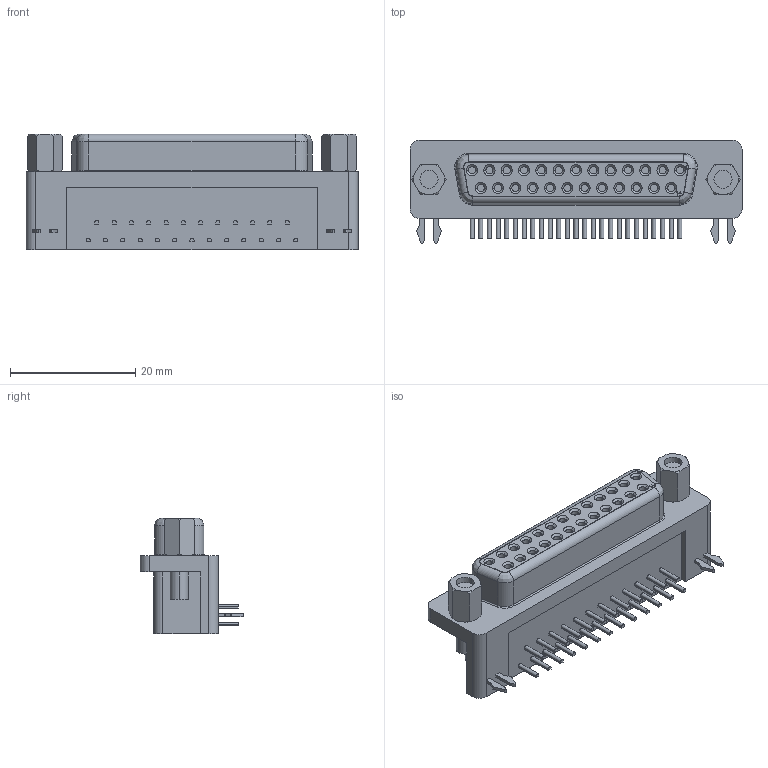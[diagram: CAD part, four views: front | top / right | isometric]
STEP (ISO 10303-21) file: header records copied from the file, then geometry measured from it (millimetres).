
FILE_DESCRIPTION((''),'2;1');
FILE_NAME('C-1734349-1','2010-09-02T',('workeradm'),('Tyco Electronics Ltd.'),'PRO/ENGINEER BY PARAMETRIC TECHNOLOGY CORPORATION, 2009300','PRO/ENGINEER BY PARAMETRIC TECHNOLOGY CORPORATION, 2009300','');
FILE_SCHEMA(('AUTOMOTIVE_DESIGN { 1 0 10303 214 1 1 1 1 }'));
Length unit declared in the file: millimetre
Products named in the file (1): C-1734349-1
Bounding box: 53.1 x 16.58 x 18.5 mm (x, y, z)
Volume: 7906.7 mm3; surface area: 4480.8 mm2
Topology: 1 solids, 1 shells, 480 faces, 1138 edges, 726 vertices
Faces by surface type: plane 245, cylinder 145, cone 74, bspline 10, torus 6
Entity records: 14241 total; most frequent: CARTESIAN_POINT 2684, DIRECTION 2398, ORIENTED_EDGE 2276, EDGE_CURVE 1138, AXIS2_PLACEMENT_3D 842, VERTEX_POINT 726, VECTOR 714, LINE 714
